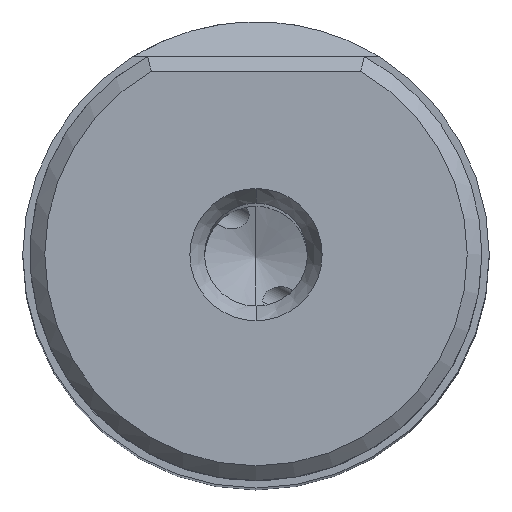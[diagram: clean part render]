
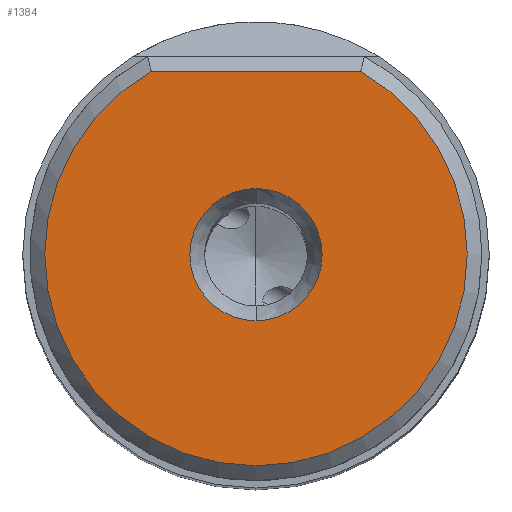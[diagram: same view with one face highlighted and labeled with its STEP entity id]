
A CAD part, top view. The second image highlights one B-rep face of the part: STEP entity #1384.
In plain terms, the highlighted planar face has unit normal (0, 0, 1).
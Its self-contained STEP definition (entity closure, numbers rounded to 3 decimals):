
#392=FACE_BOUND('',#3899,.T.);
#393=FACE_BOUND('',#3900,.T.);
#721=PLANE('',#19724);
#1384=ADVANCED_FACE('',(#392,#393),#721,.T.);
#3899=EDGE_LOOP('',(#11379,#11380,#11381));
#3900=EDGE_LOOP('',(#11382,#11383));
#4659=CIRCLE('',#19719,4.5);
#4660=CIRCLE('',#19721,14.375);
#4661=CIRCLE('',#19722,14.375);
#4662=CIRCLE('',#19723,4.5);
#5787=LINE('',#38718,#6748);
#6748=VECTOR('',#23797,1.);
#11379=ORIENTED_EDGE('',*,*,#16960,.F.);
#11380=ORIENTED_EDGE('',*,*,#16961,.F.);
#11381=ORIENTED_EDGE('',*,*,#16962,.T.);
#11382=ORIENTED_EDGE('',*,*,#16959,.F.);
#11383=ORIENTED_EDGE('',*,*,#16963,.F.);
#14532=VERTEX_POINT('',#38708);
#14533=VERTEX_POINT('',#38710);
#14534=VERTEX_POINT('',#38714);
#14535=VERTEX_POINT('',#38715);
#14536=VERTEX_POINT('',#38717);
#16959=EDGE_CURVE('',#14533,#14532,#4659,.T.);
#16960=EDGE_CURVE('',#14534,#14535,#4660,.T.);
#16961=EDGE_CURVE('',#14536,#14534,#4661,.T.);
#16962=EDGE_CURVE('',#14536,#14535,#5787,.T.);
#16963=EDGE_CURVE('',#14532,#14533,#4662,.T.);
#19719=AXIS2_PLACEMENT_3D('',#38711,#23789,#23790);
#19721=AXIS2_PLACEMENT_3D('',#38713,#23793,#23794);
#19722=AXIS2_PLACEMENT_3D('',#38716,#23795,#23796);
#19723=AXIS2_PLACEMENT_3D('',#38719,#23798,#23799);
#19724=AXIS2_PLACEMENT_3D('',#38720,#23800,#23801);
#23789=DIRECTION('',(0.,0.,1.));
#23790=DIRECTION('',(0.,1.,0.));
#23793=DIRECTION('',(0.,0.,-1.));
#23794=DIRECTION('',(0.,-1.,0.));
#23795=DIRECTION('',(0.,0.,-1.));
#23796=DIRECTION('',(0.496,0.869,0.));
#23797=DIRECTION('',(-1.,0.,0.));
#23798=DIRECTION('',(0.,0.,1.));
#23799=DIRECTION('',(0.,-1.,0.));
#23800=DIRECTION('',(0.,0.,1.));
#23801=DIRECTION('',(-1.,0.,0.));
#38708=CARTESIAN_POINT('',(0.,-4.5,0.));
#38710=CARTESIAN_POINT('',(0.,4.5,0.));
#38711=CARTESIAN_POINT('',(0.,0.,0.));
#38713=CARTESIAN_POINT('',(0.,0.,0.));
#38714=CARTESIAN_POINT('',(0.,-14.375,0.));
#38715=CARTESIAN_POINT('',(-7.125,12.485,0.));
#38716=CARTESIAN_POINT('',(0.,0.,0.));
#38717=CARTESIAN_POINT('',(7.125,12.485,0.));
#38718=CARTESIAN_POINT('',(7.125,12.485,0.));
#38719=CARTESIAN_POINT('',(0.,0.,0.));
#38720=CARTESIAN_POINT('',(0.,-0.945,0.));
